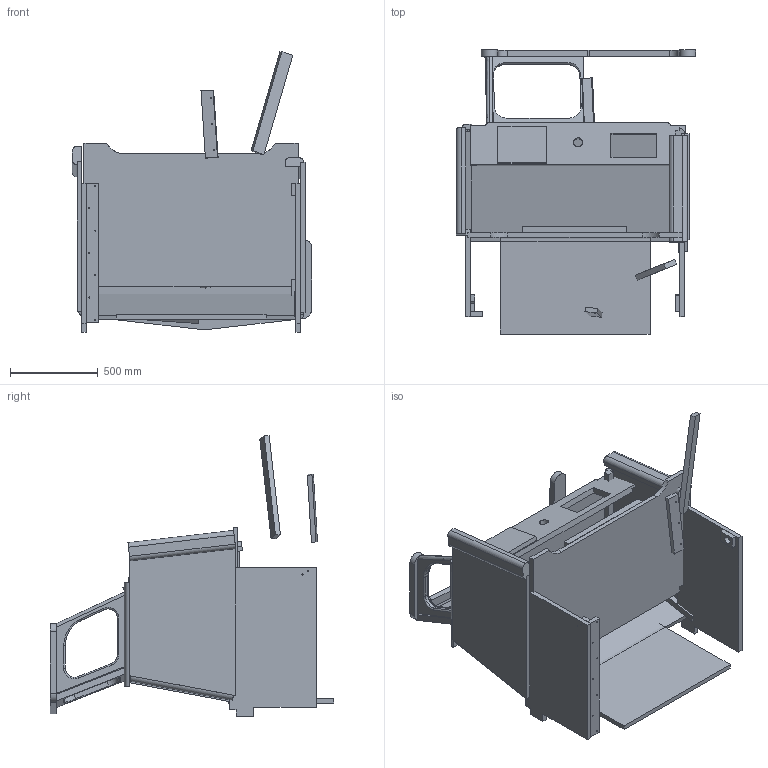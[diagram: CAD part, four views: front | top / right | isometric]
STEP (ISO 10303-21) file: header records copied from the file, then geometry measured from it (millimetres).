
FILE_DESCRIPTION(('FreeCAD Model'),'2;1');
FILE_NAME('Open CASCADE Shape Model','2025-05-03T12:21:28',('FreeCAD'),( 'FreeCAD'),'Open CASCADE STEP processor 7.6','FreeCAD','Unknown');
FILE_SCHEMA(('AUTOMOTIVE_DESIGN { 1 0 10303 214 1 1 1 1 }'));
Length unit declared in the file: millimetre
Products named in the file (1): Open CASCADE STEP translator 7.6 1
Bounding box: 1363.71 x 1619.48 x 1602.15 mm (x, y, z)
Volume: 155198789 mm3; surface area: 13072529.6 mm2
Topology: 26 solids, 26 shells, 348 faces, 844 edges, 550 vertices
Faces by surface type: bspline 348
Entity records: 9636 total; most frequent: CARTESIAN_POINT 4487, ORIENTED_EDGE 1688, EDGE_CURVE 844, B_SPLINE_CURVE_WITH_KNOTS 640, VERTEX_POINT 550, FACE_BOUND 390, EDGE_LOOP 390, ADVANCED_FACE 348
